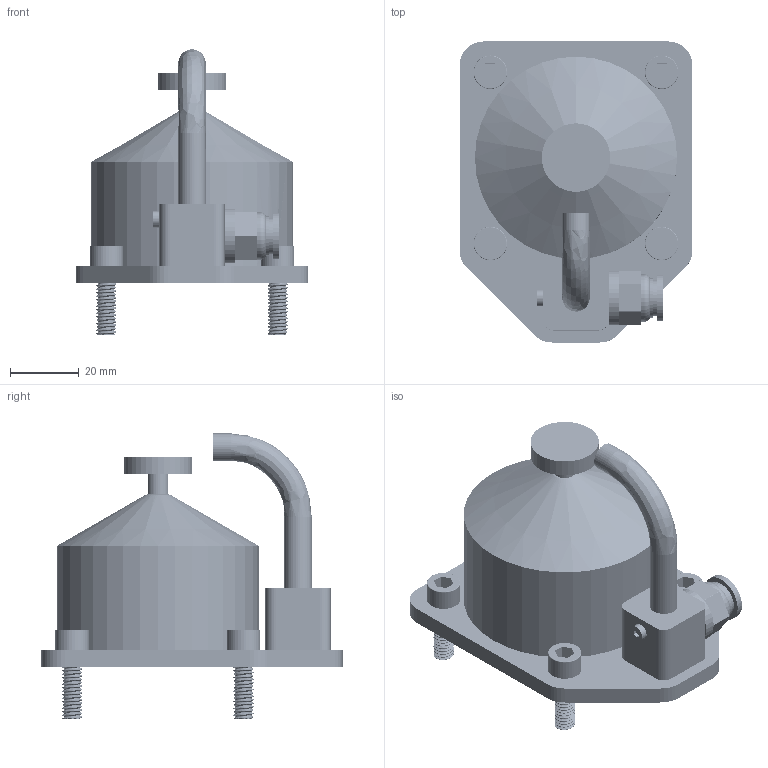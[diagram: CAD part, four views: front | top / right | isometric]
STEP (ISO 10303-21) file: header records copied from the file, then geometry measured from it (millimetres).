
FILE_DESCRIPTION(/* description */ (''),/* implementation_level */ '2;1');
FILE_NAME(/* name */ 'touchprobe.step',/* time_stamp */ '2021-03-14T14:25:58+01:00',/* author */ (''),/* organization */ (''),/* preprocessor_version */ 'ST-DEVELOPER v18.1',/* originating_system */ 'Autodesk Translation Framework v9.10.0.1330',/* authorisation */ '');
FILE_SCHEMA (('AUTOMOTIVE_DESIGN { 1 0 10303 214 3 1 1 }'));
Length unit declared in the file: millimetre
Products named in the file (28): assembly_build_smaller; sensor_holder v3; probe:touchplate v2; probe_body v2; endschalter_optisch_probe v1; boden; halter; rohr8mm; Rohr_halter; Sicherungsring; 8mmnippel v1; m3_x20_schraube; m3_x20_schraube_1; m3_x20_schraube_2; m3_x20_schraube_3; m3_x20_schraube_4; m3_x20_schraube_5; m3_x20_schraube_6; m3_x20_schraube_7; m3_x20_schraube v2; m3_x20_schraube v2_1; Komponente14; feder; beilagscheibe; m3_x20_schraube_8; m3_x20_schraube_9; Komponente1; M6x20
Assembly tree (40 placements, depth 3):
  assembly_build_smaller
    sensor_holder v3
    probe:touchplate v2
      probe_body v2
    endschalter_optisch_probe v1
    boden
    halter
    rohr8mm
      Rohr_halter
    Sicherungsring
    8mmnippel v1
    m3_x20_schraube
      Komponente1
    m3_x20_schraube_1
      Komponente1
    m3_x20_schraube_2
      Komponente1
    m3_x20_schraube_3
      Komponente1
    m3_x20_schraube_4
      Komponente1
    m3_x20_schraube_5
      Komponente1
    m3_x20_schraube_6
      Komponente1
    m3_x20_schraube_7
      Komponente1
    m3_x20_schraube v2
      Komponente14
    m3_x20_schraube v2_1
      Komponente14
    feder
    beilagscheibe
    m3_x20_schraube_8
      Komponente1
    m3_x20_schraube_9
      Komponente1
    M6x20  x4
Bounding box: 68 x 87.9 x 83.3 mm (x, y, z)
Volume: 97648.2 mm3; surface area: 59580.3 mm2
Topology: 28 solids, 28 shells, 1339 faces, 3663 edges, 2436 vertices
Faces by surface type: cylinder 993, plane 281, bspline 57, torus 5, cone 3
Full cylindrical faces by diameter (mm): 0.5 x2, 2 x1, 2.356 x74, 2.5 x2, 2.529 x65, 2.927 x128, 3 x2, 3.086 x32, 3.3 x2, 3.5 x8, 4.744 x28, 4.8 x16, 5 x3, 5.884 x48, 6 x4, 6.2 x5, 6.25 x1, 8 x4, 8.1 x1, 9.8 x4, 10 x1, 10.5 x1, 11.445 x4, 11.5 x1, 11.8 x1, 13.6 x1, 13.9 x1, 16 x1, 20 x1, 35 x1
Entity records: 47624 total; most frequent: CARTESIAN_POINT 32050, ORIENTED_EDGE 3480, DIRECTION 2495, EDGE_CURVE 1740, VERTEX_POINT 1155, AXIS2_PLACEMENT_3D 910, B_SPLINE_CURVE_WITH_KNOTS 837, EDGE_LOOP 731
